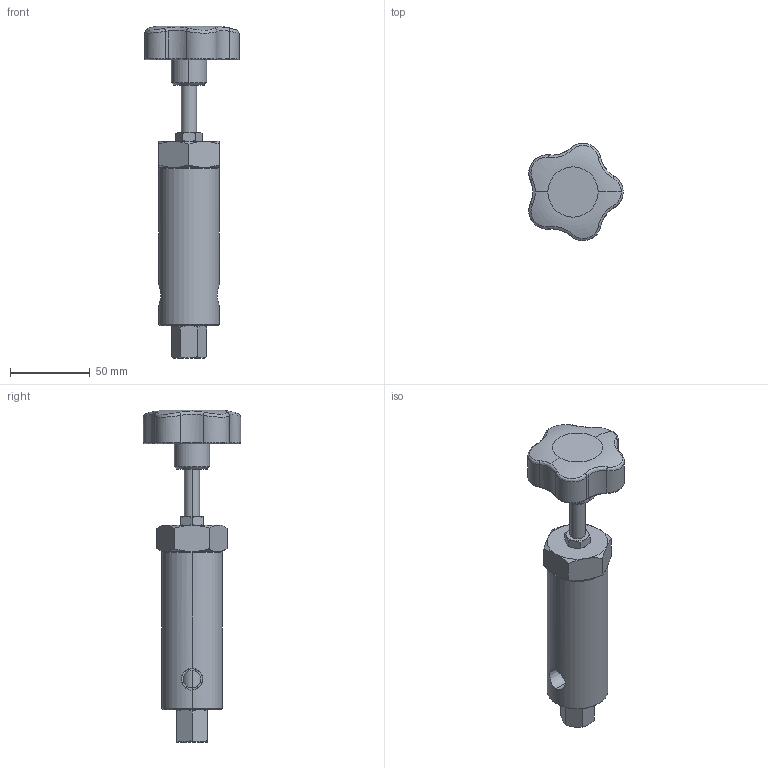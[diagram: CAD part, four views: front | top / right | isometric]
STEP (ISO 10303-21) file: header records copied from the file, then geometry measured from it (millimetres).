
FILE_DESCRIPTION (( 'STEP AP214' ), '1' );
FILE_NAME ('MT3RV.STEP', '2021-06-04T13:00:44', ( '' ), ( '' ), 'SwSTEP 2.0', 'SolidWorks 2021', '' );
FILE_SCHEMA (( 'AUTOMOTIVE_DESIGN' ));
Length unit declared in the file: inch
Products named in the file (1): MT3RV
Bounding box: 59.17 x 61.04 x 208.2 mm (x, y, z)
Volume: 195996.4 mm3; surface area: 30544 mm2
Topology: 1 solids, 1 shells, 151 faces, 331 edges, 193 vertices
Faces by surface type: cone 58, cylinder 35, plane 33, torus 15, bspline 10
Entity records: 7872 total; most frequent: CARTESIAN_POINT 2717, ORIENTED_EDGE 662, DIRECTION 651, EDGE_CURVE 331, AXIS2_PLACEMENT_3D 287, VERTEX_POINT 193, EDGE_LOOP 162, UNCERTAINTY_MEASURE_WITH_UNIT 154
